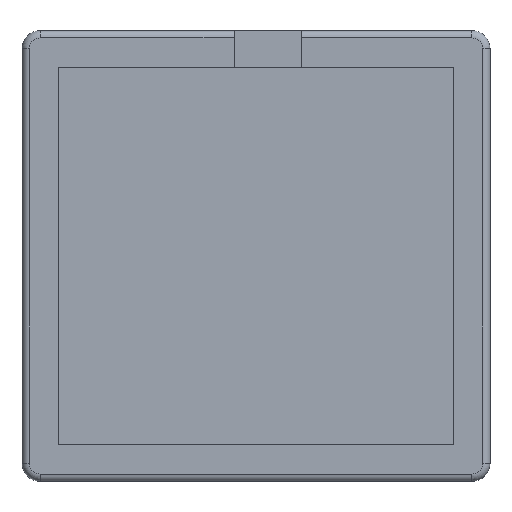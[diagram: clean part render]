
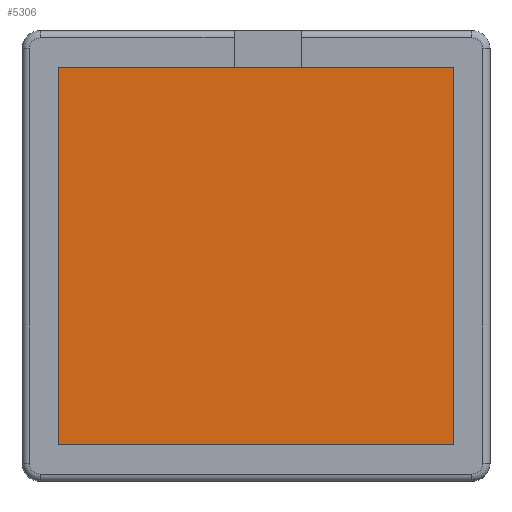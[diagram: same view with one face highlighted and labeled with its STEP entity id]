
A CAD part, top view. The second image highlights one B-rep face of the part: STEP entity #5306.
In plain terms, the highlighted planar face has unit normal (0, 0, 1).
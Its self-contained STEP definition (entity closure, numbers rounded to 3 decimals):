
#953=FACE_OUTER_BOUND('',#1273,.T.);
#1273=EDGE_LOOP('',(#4888,#4889,#4890,#4891));
#1655=LINE('',#10929,#2031);
#1657=LINE('',#10934,#2033);
#1658=LINE('',#10935,#2034);
#1659=LINE('',#10936,#2035);
#2031=VECTOR('',#6108,10.);
#2033=VECTOR('',#6112,10.);
#2034=VECTOR('',#6113,10.);
#2035=VECTOR('',#6114,10.);
#2558=VERTEX_POINT('',#10926);
#2559=VERTEX_POINT('',#10928);
#2560=VERTEX_POINT('',#10932);
#2561=VERTEX_POINT('',#10933);
#3341=EDGE_CURVE('',#2558,#2559,#1655,.T.);
#3343=EDGE_CURVE('',#2560,#2561,#1657,.T.);
#3344=EDGE_CURVE('',#2559,#2560,#1658,.T.);
#3345=EDGE_CURVE('',#2561,#2558,#1659,.T.);
#4888=ORIENTED_EDGE('',*,*,#3343,.F.);
#4889=ORIENTED_EDGE('',*,*,#3344,.F.);
#4890=ORIENTED_EDGE('',*,*,#3341,.F.);
#4891=ORIENTED_EDGE('',*,*,#3345,.F.);
#5014=PLANE('',#5463);
#5306=ADVANCED_FACE('',(#953),#5014,.T.);
#5463=AXIS2_PLACEMENT_3D('',#10931,#6110,#6111);
#6108=DIRECTION('',(1.,0.,0.));
#6110=DIRECTION('center_axis',(0.,0.,1.));
#6111=DIRECTION('ref_axis',(1.,0.,0.));
#6112=DIRECTION('',(-1.,0.,0.));
#6113=DIRECTION('',(0.,-1.,0.));
#6114=DIRECTION('',(0.,1.,0.));
#10926=CARTESIAN_POINT('',(-40.,25.,3.));
#10928=CARTESIAN_POINT('',(68.5,25.,3.));
#10929=CARTESIAN_POINT('',(-12.875,25.,3.));
#10931=CARTESIAN_POINT('Origin',(14.25,-26.875,3.));
#10932=CARTESIAN_POINT('',(68.5,-78.75,3.));
#10933=CARTESIAN_POINT('',(-40.,-78.75,3.));
#10934=CARTESIAN_POINT('',(41.375,-78.75,3.));
#10935=CARTESIAN_POINT('',(68.5,-0.938,3.));
#10936=CARTESIAN_POINT('',(-40.,-52.813,3.));
